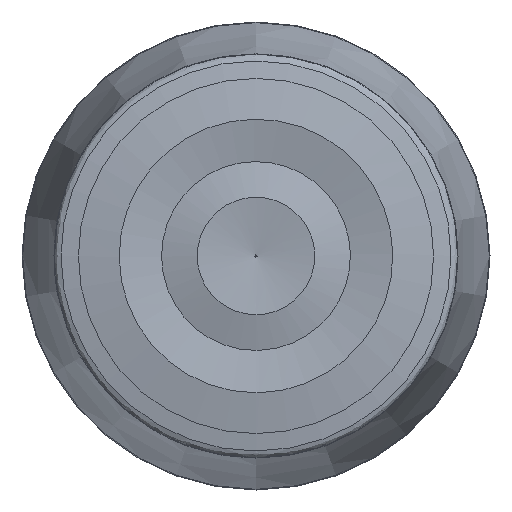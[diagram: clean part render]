
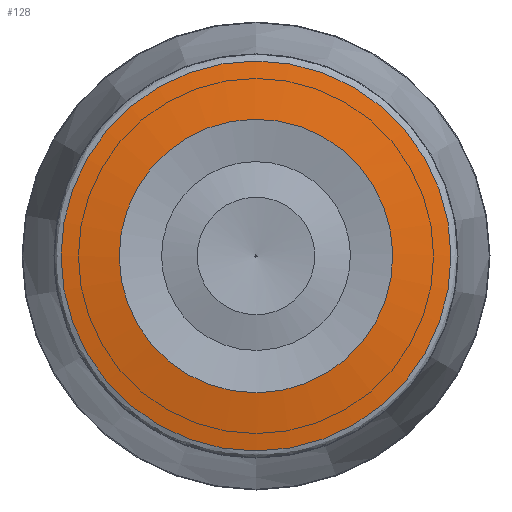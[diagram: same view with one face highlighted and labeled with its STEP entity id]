
A CAD part, left-side view. The second image highlights one B-rep face of the part: STEP entity #128.
In plain terms, the highlighted face is a revolution surface.
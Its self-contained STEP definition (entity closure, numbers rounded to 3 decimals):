
#26=SURFACE_OF_REVOLUTION('',#50,#38);
#38=AXIS1_PLACEMENT('',#708,#594);
#50=LINE('',#707,#59);
#59=VECTOR('',#593,5.562);
#128=ADVANCED_FACE('',(#186,#187),#26,.T.);
#186=FACE_BOUND('',#250,.T.);
#187=FACE_BOUND('',#251,.T.);
#250=EDGE_LOOP('',(#314));
#251=EDGE_LOOP('',(#315));
#314=ORIENTED_EDGE('',*,*,#391,.F.);
#315=ORIENTED_EDGE('',*,*,#389,.T.);
#357=VERTEX_POINT('',#700);
#359=VERTEX_POINT('',#706);
#389=EDGE_CURVE('',#357,#357,#421,.T.);
#391=EDGE_CURVE('',#359,#359,#423,.T.);
#421=CIRCLE('',#479,12.86);
#423=CIRCLE('',#481,18.333);
#479=AXIS2_PLACEMENT_3D('',#699,#585,#586);
#481=AXIS2_PLACEMENT_3D('',#705,#591,#592);
#585=DIRECTION('',(1.,0.,0.));
#586=DIRECTION('',(0.,0.,-1.));
#591=DIRECTION('',(1.,0.,0.));
#592=DIRECTION('',(0.,0.,-1.));
#593=DIRECTION('',(0.166,-0.986,0.));
#594=DIRECTION('',(1.,0.,0.));
#699=CARTESIAN_POINT('',(0.05,0.,0.));
#700=CARTESIAN_POINT('',(0.05,0.,-12.86));
#705=CARTESIAN_POINT('',(0.971,0.,0.));
#706=CARTESIAN_POINT('',(0.971,0.,-18.333));
#707=CARTESIAN_POINT('',(0.05,-12.821,1.));
#708=CARTESIAN_POINT('',(2.6,0.,0.));
